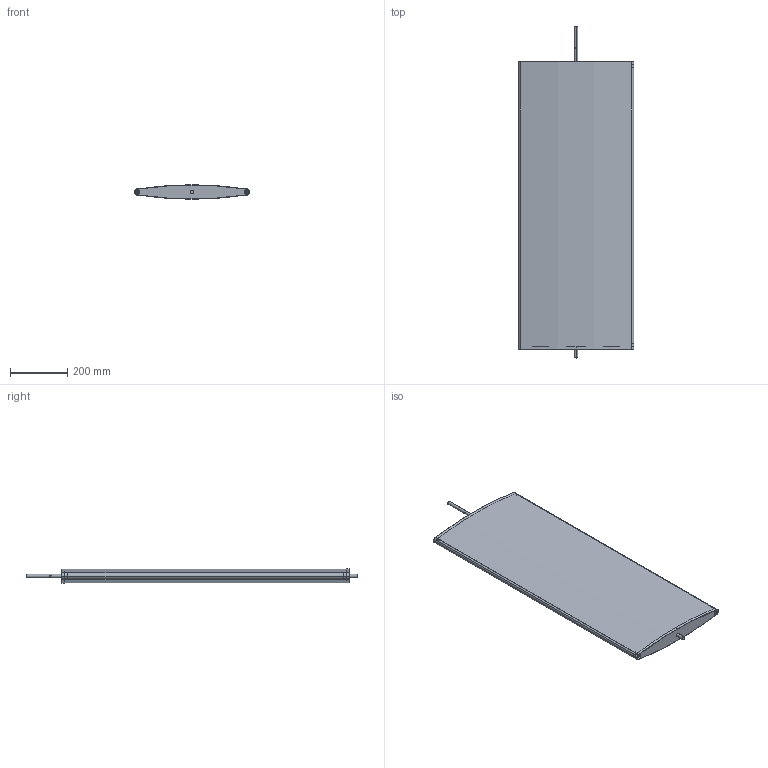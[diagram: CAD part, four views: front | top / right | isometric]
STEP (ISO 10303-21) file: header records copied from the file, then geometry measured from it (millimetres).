
FILE_DESCRIPTION (( 'STEP AP214' ), '1' );
FILE_NAME ('Pale.STEP', '2013-11-22T08:08:37', ( '' ), ( '' ), 'SwSTEP 2.0', 'SolidWorks 2011', '' );
FILE_SCHEMA (( 'AUTOMOTIVE_DESIGN' ));
Length unit declared in the file: millimetre
Products named in the file (5): Pale; traverse pale-superieure; Axe-Pale; Montant pale_Défaut<Brut d''usinage>; Pièce6^Pale
Assembly tree (6 placements, depth 2):
  Pale
    traverse pale-superieure  x2
    Montant pale_Défaut<Brut d''usinage>  x2
    Axe-Pale
    Pièce6^Pale
Bounding box: 401.96 x 1155 x 50 mm (x, y, z)
Volume: 1492741.4 mm3; surface area: 2006592.3 mm2
Topology: 10 solids, 10 shells, 90 faces, 208 edges, 136 vertices
Faces by surface type: cylinder 62, plane 20, cone 8
Entity records: 2151 total; most frequent: CARTESIAN_POINT 517, DIRECTION 321, ORIENTED_EDGE 262, AXIS2_PLACEMENT_3D 138, EDGE_CURVE 131, VERTEX_POINT 86, CIRCLE 74, EDGE_LOOP 71
